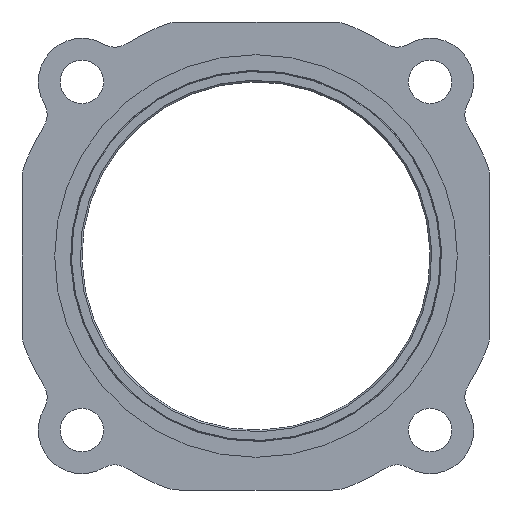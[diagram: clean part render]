
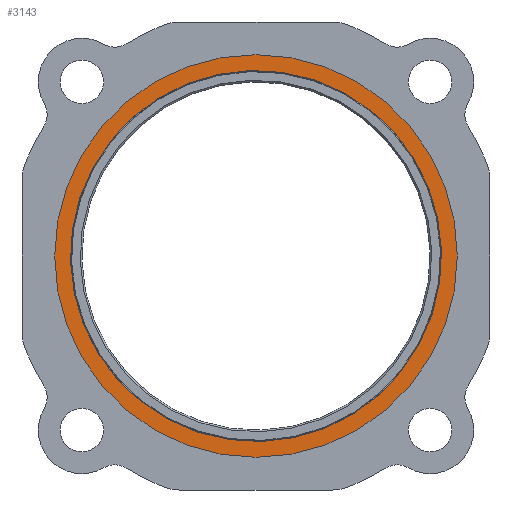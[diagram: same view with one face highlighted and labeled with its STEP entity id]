
A CAD part, front view. The second image highlights one B-rep face of the part: STEP entity #3143.
In plain terms, the highlighted planar face has unit normal (0, -1, 0).
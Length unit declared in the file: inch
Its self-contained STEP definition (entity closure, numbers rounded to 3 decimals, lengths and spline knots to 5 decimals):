
#108 = CIRCLE ( 'NONE', #2368, 0.67126 ) ;
#117 = EDGE_LOOP ( 'NONE', ( #788, #1420 ) ) ;
#118 = AXIS2_PLACEMENT_3D ( 'NONE', #638, #406, #2193 ) ;
#208 = DIRECTION ( 'NONE',  ( 0., 1., 0. ) ) ;
#209 = EDGE_CURVE ( 'NONE', #1777, #2046, #1456, .T. ) ;
#283 = CARTESIAN_POINT ( 'NONE',  ( 0., -0.08465, -0.74803 ) ) ;
#406 = DIRECTION ( 'NONE',  ( 0., 1., 0. ) ) ;
#434 = CARTESIAN_POINT ( 'NONE',  ( 0., -0.08465, -0.67126 ) ) ;
#468 = DIRECTION ( 'NONE',  ( 0., 0., 1. ) ) ;
#638 = CARTESIAN_POINT ( 'NONE',  ( 0., -0.08465, 0. ) ) ;
#788 = ORIENTED_EDGE ( 'NONE', *, *, #3129, .T. ) ;
#1073 = ORIENTED_EDGE ( 'NONE', *, *, #1636, .F. ) ;
#1100 = VERTEX_POINT ( 'NONE', #434 ) ;
#1120 = CARTESIAN_POINT ( 'NONE',  ( 0., -0.08465, 0.74803 ) ) ;
#1226 = DIRECTION ( 'NONE',  ( 0., 1., 0. ) ) ;
#1240 = PLANE ( 'NONE',  #2266 ) ;
#1420 = ORIENTED_EDGE ( 'NONE', *, *, #3011, .T. ) ;
#1456 = CIRCLE ( 'NONE', #118, 0.74803 ) ;
#1488 = DIRECTION ( 'NONE',  ( 0., 0., 1. ) ) ;
#1507 = CARTESIAN_POINT ( 'NONE',  ( 0., -0.08465, 0. ) ) ;
#1555 = CARTESIAN_POINT ( 'NONE',  ( 0., -0.08465, 0.67126 ) ) ;
#1636 = EDGE_CURVE ( 'NONE', #2046, #1777, #2391, .T. ) ;
#1766 = VERTEX_POINT ( 'NONE', #1555 ) ;
#1777 = VERTEX_POINT ( 'NONE', #283 ) ;
#1940 = CARTESIAN_POINT ( 'NONE',  ( 0., -0.08465, 0. ) ) ;
#2046 = VERTEX_POINT ( 'NONE', #1120 ) ;
#2176 = EDGE_LOOP ( 'NONE', ( #2255, #1073 ) ) ;
#2193 = DIRECTION ( 'NONE',  ( 0., 0., 1. ) ) ;
#2211 = DIRECTION ( 'NONE',  ( 0., 1., 0. ) ) ;
#2244 = DIRECTION ( 'NONE',  ( 0., 0., 1. ) ) ;
#2250 = DIRECTION ( 'NONE',  ( 0., -1., 0. ) ) ;
#2255 = ORIENTED_EDGE ( 'NONE', *, *, #209, .F. ) ;
#2266 = AXIS2_PLACEMENT_3D ( 'NONE', #1507, #2250, #1488 ) ;
#2368 = AXIS2_PLACEMENT_3D ( 'NONE', #2516, #1226, #468 ) ;
#2391 = CIRCLE ( 'NONE', #3004, 0.74803 ) ;
#2516 = CARTESIAN_POINT ( 'NONE',  ( 0., -0.08465, 0. ) ) ;
#2596 = CIRCLE ( 'NONE', #2857, 0.67126 ) ;
#2689 = DIRECTION ( 'NONE',  ( 0., 0., 1. ) ) ;
#2769 = CARTESIAN_POINT ( 'NONE',  ( 0., -0.08465, 0. ) ) ;
#2803 = FACE_BOUND ( 'NONE', #117, .T. ) ;
#2857 = AXIS2_PLACEMENT_3D ( 'NONE', #1940, #2211, #2689 ) ;
#3004 = AXIS2_PLACEMENT_3D ( 'NONE', #2769, #208, #2244 ) ;
#3011 = EDGE_CURVE ( 'NONE', #1766, #1100, #2596, .T. ) ;
#3129 = EDGE_CURVE ( 'NONE', #1100, #1766, #108, .T. ) ;
#3143 = ADVANCED_FACE ( 'NONE', ( #3284, #2803 ), #1240, .T. ) ;
#3284 = FACE_OUTER_BOUND ( 'NONE', #2176, .T. ) ;
